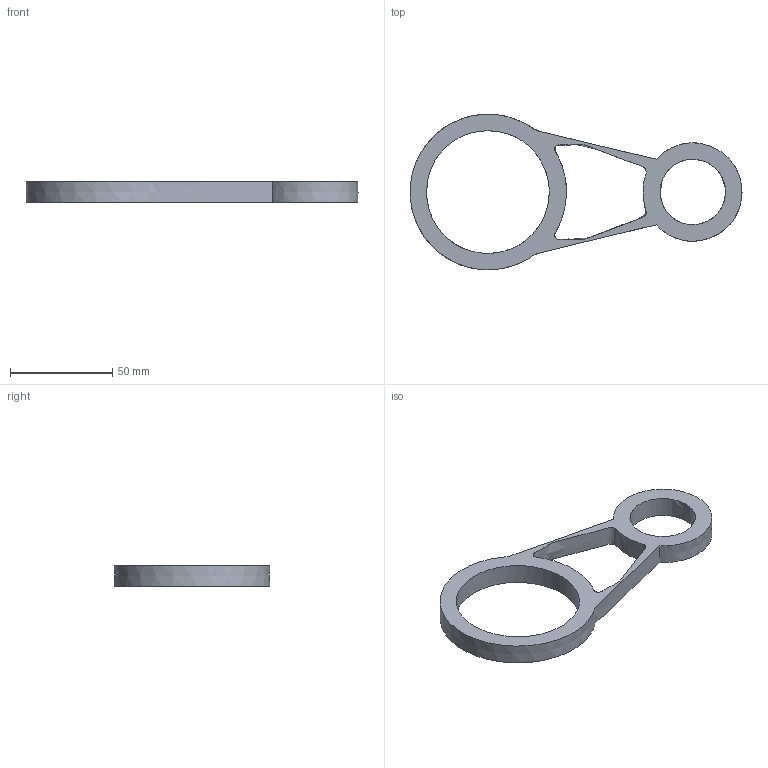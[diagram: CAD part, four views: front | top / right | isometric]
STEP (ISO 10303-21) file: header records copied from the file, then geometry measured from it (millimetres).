
FILE_DESCRIPTION(('PERMAS CAD Model'),'2;1');
FILE_NAME('PERMAS CAD Model','2020-11-03T16:18:06',('Author'),('PERMAS'),'PERMAS STEP Writer','PERMAS','Unknown');
FILE_SCHEMA(('AUTOMOTIVE_DESIGN { 1 0 10303 214 1 1 1 1 }'));
Length unit declared in the file: millimetre
Products named in the file (1): PERMAS STEP Writer
Bounding box: 162 x 75.99 x 10.11 mm (x, y, z)
Surface area: 14813 mm2 (no closed solid volume)
Topology: 0 solids, 1 shells, 7 faces, 15 edges, 10 vertices
Faces by surface type: bspline 5, plane 2
Entity records: 2174 total; most frequent: CARTESIAN_POINT 2061, ORIENTED_EDGE 30, EDGE_CURVE 15, EDGE_LOOP 13, VERTEX_POINT 10, FACE_OUTER_BOUND 7, ADVANCED_FACE 7, DIRECTION 6
